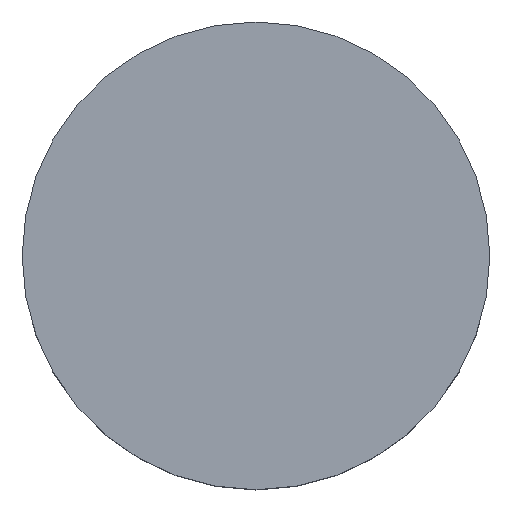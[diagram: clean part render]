
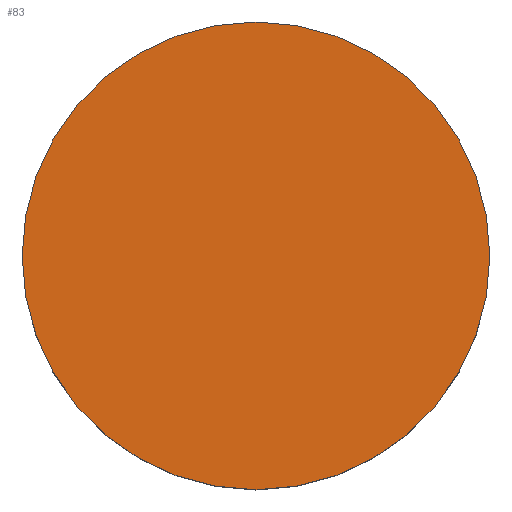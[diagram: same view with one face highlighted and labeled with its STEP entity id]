
A CAD part, top view. The second image highlights one B-rep face of the part: STEP entity #83.
In plain terms, the highlighted planar face has unit normal (0, 0, 1).
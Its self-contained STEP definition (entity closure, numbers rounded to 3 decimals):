
#3 = DIRECTION ( 'NONE',  ( 1., 0., 0. ) ) ;
#9 = ORIENTED_EDGE ( 'NONE', *, *, #76, .T. ) ;
#57 = DIRECTION ( 'NONE',  ( 0., 0., 1. ) ) ;
#64 = FACE_OUTER_BOUND ( 'NONE', #139, .T. ) ;
#76 = EDGE_CURVE ( 'NONE', #81, #128, #134, .T. ) ;
#81 = VERTEX_POINT ( 'NONE', #124 ) ;
#83 = ADVANCED_FACE ( 'NONE', ( #64 ), #84, .T. ) ;
#84 = PLANE ( 'NONE',  #135 ) ;
#86 = AXIS2_PLACEMENT_3D ( 'NONE', #111, #157, #133 ) ;
#88 = ORIENTED_EDGE ( 'NONE', *, *, #168, .T. ) ;
#99 = CARTESIAN_POINT ( 'NONE',  ( 9.55, 0., 3.175 ) ) ;
#100 = DIRECTION ( 'NONE',  ( 0., 0., 1. ) ) ;
#111 = CARTESIAN_POINT ( 'NONE',  ( 0., 0., 3.175 ) ) ;
#124 = CARTESIAN_POINT ( 'NONE',  ( -9.55, 0., 3.175 ) ) ;
#128 = VERTEX_POINT ( 'NONE', #99 ) ;
#133 = DIRECTION ( 'NONE',  ( 1., 0., 0. ) ) ;
#134 = CIRCLE ( 'NONE', #86, 9.55 ) ;
#135 = AXIS2_PLACEMENT_3D ( 'NONE', #158, #100, #175 ) ;
#139 = EDGE_LOOP ( 'NONE', ( #9, #88 ) ) ;
#152 = AXIS2_PLACEMENT_3D ( 'NONE', #159, #57, #3 ) ;
#157 = DIRECTION ( 'NONE',  ( 0., 0., 1. ) ) ;
#158 = CARTESIAN_POINT ( 'NONE',  ( 0., 0., 3.175 ) ) ;
#159 = CARTESIAN_POINT ( 'NONE',  ( 0., 0., 3.175 ) ) ;
#165 = CIRCLE ( 'NONE', #152, 9.55 ) ;
#168 = EDGE_CURVE ( 'NONE', #128, #81, #165, .T. ) ;
#175 = DIRECTION ( 'NONE',  ( 1., 0., 0. ) ) ;
